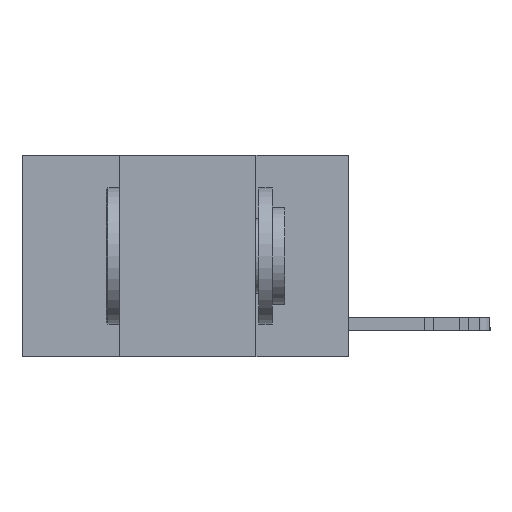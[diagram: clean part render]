
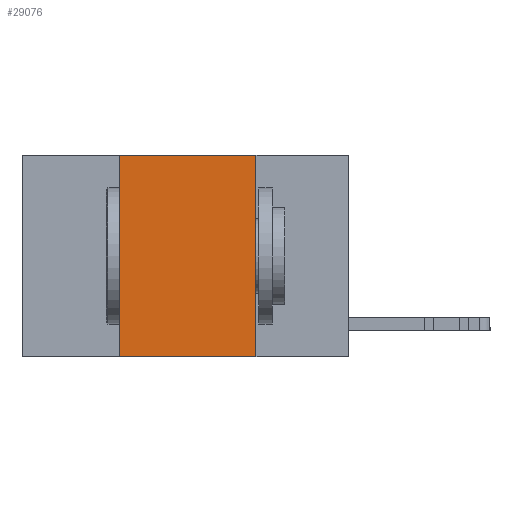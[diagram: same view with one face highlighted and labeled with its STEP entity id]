
A CAD part, left-side view. The second image highlights one B-rep face of the part: STEP entity #29076.
In plain terms, the highlighted planar face has unit normal (-1, 0, 0).
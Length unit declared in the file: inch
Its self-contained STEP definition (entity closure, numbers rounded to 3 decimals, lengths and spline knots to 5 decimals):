
#1621 = ORIENTED_EDGE ( 'NONE', *, *, #18449, .F. ) ;
#2168 = AXIS2_PLACEMENT_3D ( 'NONE', #23893, #23603, #7181 ) ;
#3557 = LINE ( 'NONE', #17362, #20730 ) ;
#5568 = VERTEX_POINT ( 'NONE', #17194 ) ;
#6549 = CARTESIAN_POINT ( 'NONE',  ( 0., 0.17, 0. ) ) ;
#6949 = ORIENTED_EDGE ( 'NONE', *, *, #19051, .F. ) ;
#7181 = DIRECTION ( 'NONE',  ( 0., 0., -1. ) ) ;
#9510 = FACE_OUTER_BOUND ( 'NONE', #22458, .T. ) ;
#9680 = VECTOR ( 'NONE', #19850, 39.37008 ) ;
#10704 = DIRECTION ( 'NONE',  ( 0., -1., 0. ) ) ;
#12397 = EDGE_CURVE ( 'NONE', #27683, #19291, #3557, .T. ) ;
#13985 = LINE ( 'NONE', #6549, #20698 ) ;
#14135 = DIRECTION ( 'NONE',  ( 0., 0., -1. ) ) ;
#14253 = CARTESIAN_POINT ( 'NONE',  ( 0., 0.17, -0.37 ) ) ;
#14590 = LINE ( 'NONE', #24035, #9680 ) ;
#16136 = CARTESIAN_POINT ( 'NONE',  ( 0., 0.17, 0. ) ) ;
#17194 = CARTESIAN_POINT ( 'NONE',  ( 0., 0.42, 0. ) ) ;
#17362 = CARTESIAN_POINT ( 'NONE',  ( 0., 0.6, -0.37 ) ) ;
#18364 = ORIENTED_EDGE ( 'NONE', *, *, #23194, .F. ) ;
#18449 = EDGE_CURVE ( 'NONE', #5568, #28268, #27347, .T. ) ;
#19051 = EDGE_CURVE ( 'NONE', #27683, #5568, #14590, .T. ) ;
#19291 = VERTEX_POINT ( 'NONE', #14253 ) ;
#19409 = PLANE ( 'NONE',  #2168 ) ;
#19850 = DIRECTION ( 'NONE',  ( 0., 0., 1. ) ) ;
#20698 = VECTOR ( 'NONE', #14135, 39.37008 ) ;
#20704 = CARTESIAN_POINT ( 'NONE',  ( 0., 0.6, 0. ) ) ;
#20730 = VECTOR ( 'NONE', #10704, 39.37008 ) ;
#21535 = VECTOR ( 'NONE', #22725, 39.37008 ) ;
#22458 = EDGE_LOOP ( 'NONE', ( #18364, #1621, #6949, #25436 ) ) ;
#22725 = DIRECTION ( 'NONE',  ( 0., -1., 0. ) ) ;
#23194 = EDGE_CURVE ( 'NONE', #28268, #19291, #13985, .T. ) ;
#23603 = DIRECTION ( 'NONE',  ( 1., 0., 0. ) ) ;
#23893 = CARTESIAN_POINT ( 'NONE',  ( 0., 0.6, 0. ) ) ;
#24035 = CARTESIAN_POINT ( 'NONE',  ( 0., 0.42, 0. ) ) ;
#25436 = ORIENTED_EDGE ( 'NONE', *, *, #12397, .T. ) ;
#27334 = CARTESIAN_POINT ( 'NONE',  ( 0., 0.42, -0.37 ) ) ;
#27347 = LINE ( 'NONE', #20704, #21535 ) ;
#27683 = VERTEX_POINT ( 'NONE', #27334 ) ;
#28268 = VERTEX_POINT ( 'NONE', #16136 ) ;
#29076 = ADVANCED_FACE ( 'NONE', ( #9510 ), #19409, .F. ) ;
